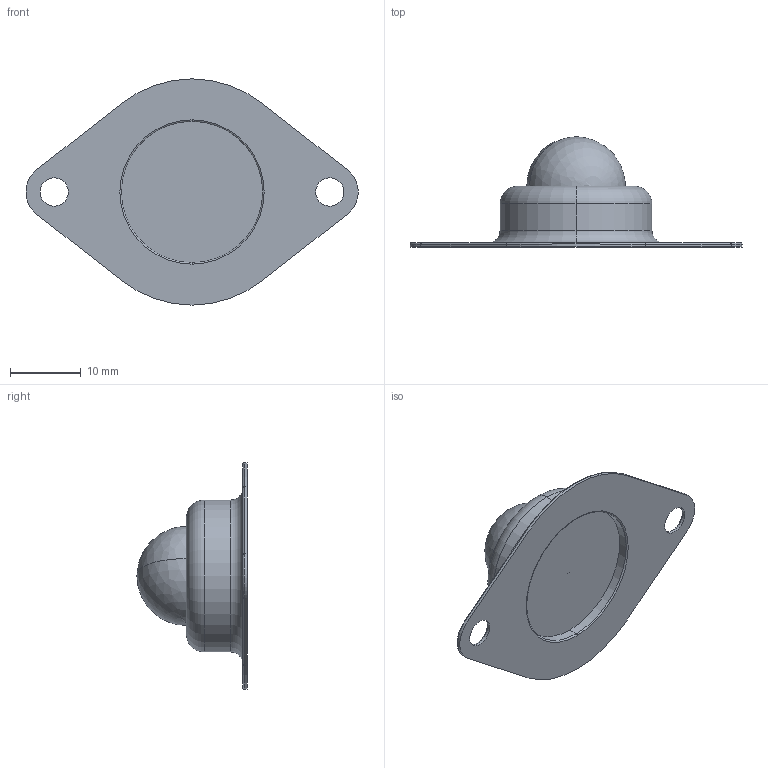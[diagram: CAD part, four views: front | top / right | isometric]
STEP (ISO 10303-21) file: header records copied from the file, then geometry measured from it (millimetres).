
FILE_DESCRIPTION (( 'STEP AP214' ), '1' );
FILE_NAME ('Caster Ball Wheel.STEP', '2020-03-26T07:33:44', ( '' ), ( '' ), 'SwSTEP 2.0', 'SolidWorks 2020', '' );
FILE_SCHEMA (( 'AUTOMOTIVE_DESIGN' ));
Length unit declared in the file: millimetre
Products named in the file (3): Caster Ball Wheel; Wheel''s Body; Ball
Assembly tree (2 placements, depth 2):
  Caster Ball Wheel
    Wheel''s Body
    Ball
Bounding box: 46.97 x 15.6 x 32 mm (x, y, z)
Volume: 3684.5 mm3; surface area: 3260.7 mm2
Topology: 2 solids, 2 shells, 46 faces, 106 edges, 65 vertices
Faces by surface type: torus 17, cylinder 17, plane 8, sphere 4
Entity records: 1407 total; most frequent: DIRECTION 275, CARTESIAN_POINT 214, ORIENTED_EDGE 202, AXIS2_PLACEMENT_3D 123, EDGE_CURVE 101, CIRCLE 72, VERTEX_POINT 62, EDGE_LOOP 53
